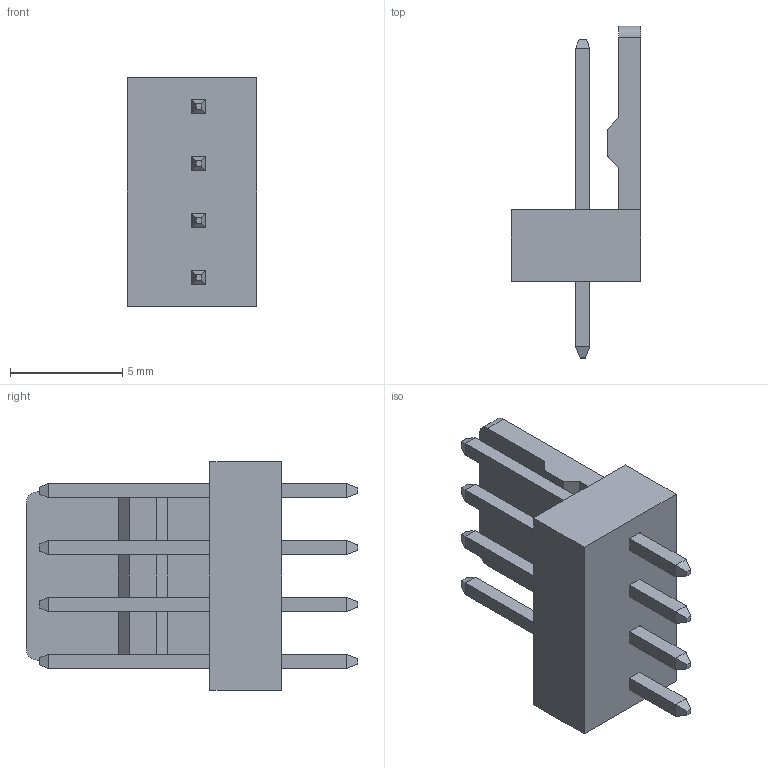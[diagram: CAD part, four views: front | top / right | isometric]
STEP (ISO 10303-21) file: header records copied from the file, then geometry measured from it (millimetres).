
FILE_DESCRIPTION (( 'STEP AP214' ), '1' );
FILE_NAME ('molex4pin.STEP', '2017-05-30T10:46:41', ( '' ), ( '' ), 'SwSTEP 2.0', 'SolidWorks 2016', '' );
FILE_SCHEMA (( 'AUTOMOTIVE_DESIGN' ));
Length unit declared in the file: millimetre
Products named in the file (3): contact; molex4pin; molex_lock_4pin
Assembly tree (5 placements, depth 2):
  molex4pin
    molex_lock_4pin
    contact  x4
Bounding box: 5.8 x 14.8 x 10.2 mm (x, y, z)
Volume: 274.4 mm3; surface area: 537.7 mm2
Topology: 5 solids, 5 shells, 88 faces, 202 edges, 124 vertices
Faces by surface type: plane 86, cylinder 2
Entity records: 1512 total; most frequent: CARTESIAN_POINT 248, ORIENTED_EDGE 236, DIRECTION 230, EDGE_CURVE 118, LINE 114, VECTOR 114, VERTEX_POINT 76, AXIS2_PLACEMENT_3D 58
